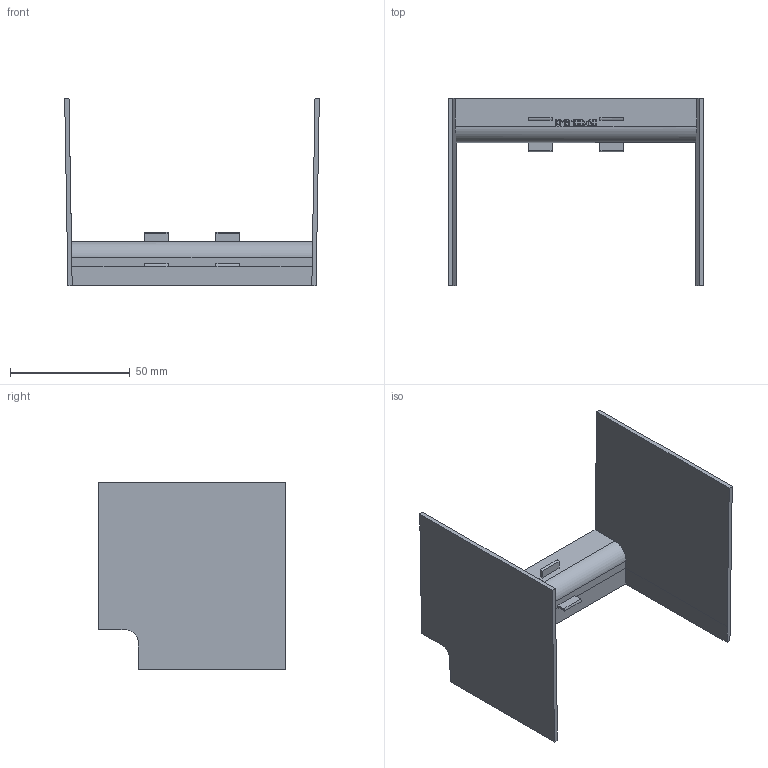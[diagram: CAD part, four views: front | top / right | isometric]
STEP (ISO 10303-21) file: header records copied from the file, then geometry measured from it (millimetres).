
FILE_DESCRIPTION (( 'STEP AP214' ), '1' );
FILE_NAME ('ÊÌÂ 100x60 (2 î÷åðåäü)_èçì.1.STEP', '2016-06-20T08:36:35', ( '' ), ( '' ), 'SwSTEP 2.0', 'SolidWorks 2014', '' );
FILE_SCHEMA (( 'AUTOMOTIVE_DESIGN' ));
Length unit declared in the file: millimetre
Products named in the file (1): ÊÌÂ 100x60 (2 î÷åðåäü)_èçì.1
Bounding box: 106.33 x 78.2 x 78.2 mm (x, y, z)
Volume: 27050.5 mm3; surface area: 31652.8 mm2
Topology: 1 solids, 1 shells, 293 faces, 823 edges, 548 vertices
Faces by surface type: plane 189, bspline 94, cylinder 10
Entity records: 12351 total; most frequent: CARTESIAN_POINT 5450, ORIENTED_EDGE 1646, DIRECTION 1021, EDGE_CURVE 823, LINE 597, VECTOR 597, VERTEX_POINT 548, EDGE_LOOP 309
